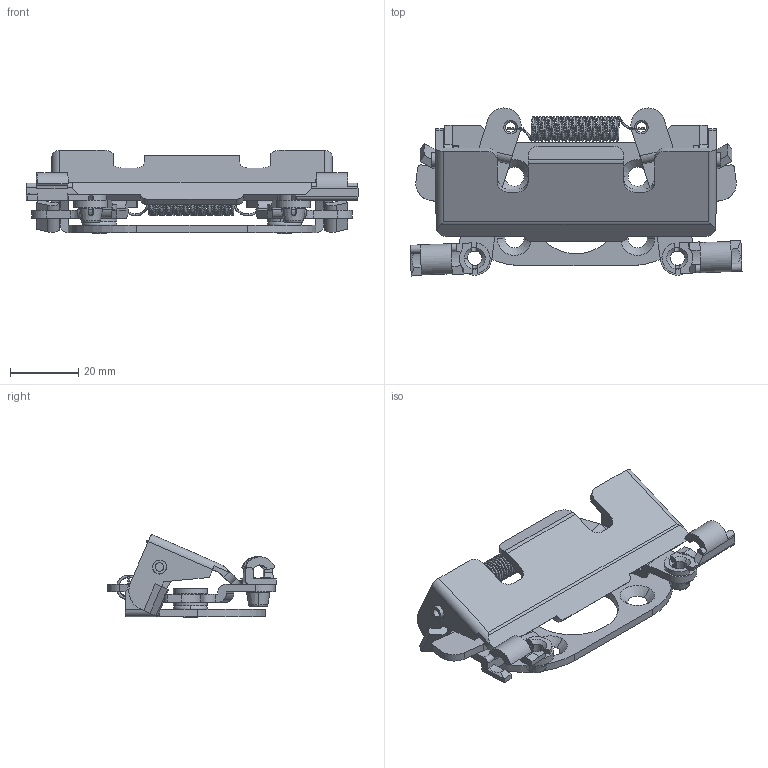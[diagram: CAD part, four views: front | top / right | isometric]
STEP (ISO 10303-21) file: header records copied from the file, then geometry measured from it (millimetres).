
FILE_DESCRIPTION (( 'STEP AP203' ), '1' );
FILE_NAME ('C-871-2.STEP', '2007-01-30T05:02:13', ( ' ' ), ( ' ' ), 'SwSTEP 2.0', 'SolidWorks 2006004', '' );
FILE_SCHEMA (( 'CONFIG_CONTROL_DESIGN' ));
Length unit declared in the file: millimetre
Products named in the file (10): C-871-2-S儕儞僋傾乕儉A_棉太倌; C-871-2墴偟斅_棉太倌; C-871-2-S儕儞僋傾乕儉B_棉太倌; C-871-2; C-871-2取付ベース_ﾃﾞﾌｫﾙﾄ; C-871-2僗儁乕僒乕_棉太倌; C-871-2抜晅僺儞A_棉太倌; C-871-2抜晅僺儞B_棉太倌; AC-25-Q-14_蹬怮椔; C-871-2-Sスプリング(セット)_ﾃﾞﾌｫﾙﾄ
Assembly tree (13 placements, depth 2):
  C-871-2
    C-871-2僗儁乕僒乕_棉太倌  x2
    C-871-2-Sスプリング(セット)_ﾃﾞﾌｫﾙﾄ
    AC-25-Q-14_蹬怮椔  x2
    C-871-2墴偟斅_棉太倌
    C-871-2抜晅僺儞A_棉太倌  x2
    C-871-2抜晅僺儞B_棉太倌  x2
    C-871-2取付ベース_ﾃﾞﾌｫﾙﾄ
    C-871-2-S儕儞僋傾乕儉A_棉太倌
    C-871-2-S儕儞僋傾乕儉B_棉太倌
Bounding box: 97.07 x 49.13 x 24.35 mm (x, y, z)
Volume: 15928.3 mm3; surface area: 19223.2 mm2
Topology: 13 solids, 13 shells, 391 faces, 1025 edges, 670 vertices
Faces by surface type: plane 178, cylinder 163, cone 26, torus 16, bspline 8
Entity records: 16907 total; most frequent: CARTESIAN_POINT 7813, DIRECTION 1726, ORIENTED_EDGE 1642, EDGE_CURVE 821, AXIS2_PLACEMENT_3D 636, VERTEX_POINT 536, VECTOR 454, LINE 454
